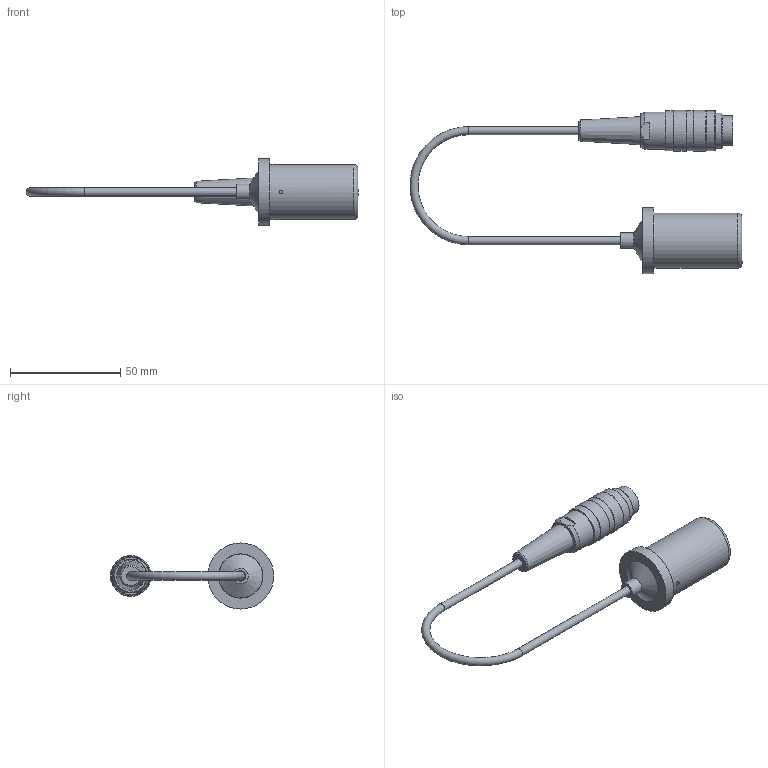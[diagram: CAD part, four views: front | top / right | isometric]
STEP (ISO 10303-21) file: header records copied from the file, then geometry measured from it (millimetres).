
FILE_DESCRIPTION(/* description */ (''),/* implementation_level */ '2;1');
FILE_NAME(/* name */ '110 53_C0T3-4-4.stp',/* time_stamp */ '2020-12-01T16:41:14+01:00',/* author */ ('kuttig'),/* organization */ (''),/* preprocessor_version */ 'ST-DEVELOPER v16.13',/* originating_system */ 'Autodesk Inventor 2018',/* authorisation */ '');
FILE_SCHEMA (('AUTOMOTIVE_DESIGN { 1 0 10303 214 3 1 1 }'));
Length unit declared in the file: millimetre
Products named in the file (1): 110 53_C0T3-4-4_Shrinkwrap_1
Bounding box: 150.88 x 74.25 x 30 mm (x, y, z)
Volume: 35319.3 mm3; surface area: 20230.9 mm2
Topology: 7 solids, 7 shells, 157 faces, 344 edges, 220 vertices
Faces by surface type: plane 85, cylinder 43, cone 19, bspline 6, torus 4
Full cylindrical faces by diameter (mm): 0.2 x2, 1 x3, 1.49 x3, 1.5 x1, 1.7 x2, 1.8 x1, 2.25 x1, 3 x1, 3.7 x2, 4.7 x1, 7 x1, 10 x1, 13.5 x1, 15.08 x1, 16 x1, 16.9 x1, 18.15 x3, 18.5 x3, 20 x1, 20.2 x1, 25 x1, 30 x1
Entity records: 4515 total; most frequent: CARTESIAN_POINT 1014, DIRECTION 694, ORIENTED_EDGE 558, EDGE_CURVE 279, AXIS2_PLACEMENT_3D 278, EDGE_LOOP 245, VERTEX_POINT 210, STYLED_ITEM 164
